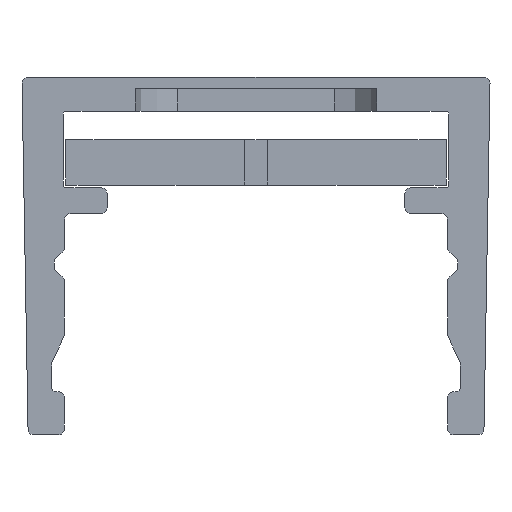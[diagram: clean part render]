
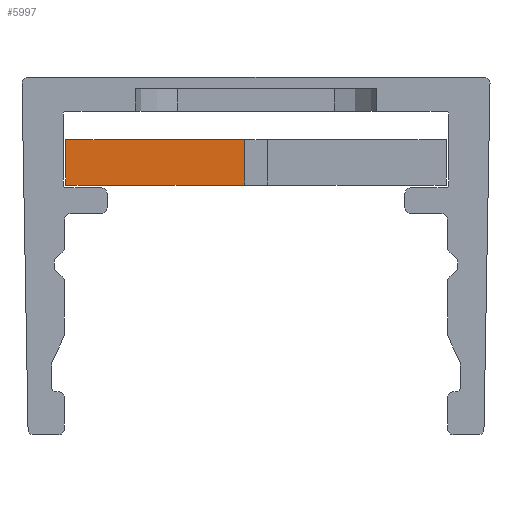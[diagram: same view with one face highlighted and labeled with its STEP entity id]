
A CAD part, front view. The second image highlights one B-rep face of the part: STEP entity #5997.
In plain terms, the highlighted planar face has unit normal (0, -1, 0).
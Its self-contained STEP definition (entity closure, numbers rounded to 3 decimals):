
#419=FACE_OUTER_BOUND('',#719,.T.);
#719=EDGE_LOOP('',(#4376,#4377,#4378,#4379,#4380,#4381));
#1121=LINE('',#8933,#1801);
#1146=LINE('',#9000,#1826);
#1147=LINE('',#9002,#1827);
#1148=LINE('',#9004,#1828);
#1149=LINE('',#9006,#1829);
#1150=LINE('',#9007,#1830);
#1801=VECTOR('',#7326,10.);
#1826=VECTOR('',#7385,10.);
#1827=VECTOR('',#7386,10.);
#1828=VECTOR('',#7387,10.);
#1829=VECTOR('',#7388,10.);
#1830=VECTOR('',#7389,10.);
#2478=VERTEX_POINT('',#8929);
#2479=VERTEX_POINT('',#8931);
#2504=VERTEX_POINT('',#8999);
#2505=VERTEX_POINT('',#9001);
#2506=VERTEX_POINT('',#9003);
#2507=VERTEX_POINT('',#9005);
#3157=EDGE_CURVE('',#2478,#2479,#1121,.T.);
#3190=EDGE_CURVE('',#2479,#2504,#1146,.T.);
#3191=EDGE_CURVE('',#2504,#2505,#1147,.T.);
#3192=EDGE_CURVE('',#2505,#2506,#1148,.T.);
#3193=EDGE_CURVE('',#2506,#2507,#1149,.T.);
#3194=EDGE_CURVE('',#2507,#2478,#1150,.T.);
#4376=ORIENTED_EDGE('',*,*,#3157,.T.);
#4377=ORIENTED_EDGE('',*,*,#3190,.T.);
#4378=ORIENTED_EDGE('',*,*,#3191,.T.);
#4379=ORIENTED_EDGE('',*,*,#3192,.T.);
#4380=ORIENTED_EDGE('',*,*,#3193,.T.);
#4381=ORIENTED_EDGE('',*,*,#3194,.T.);
#5442=PLANE('',#6426);
#5997=ADVANCED_FACE('',(#419),#5442,.T.);
#6426=AXIS2_PLACEMENT_3D('',#8998,#7383,#7384);
#7326=DIRECTION('',(0.,0.,1.));
#7383=DIRECTION('center_axis',(0.,-1.,0.));
#7384=DIRECTION('ref_axis',(-1.,0.,0.));
#7385=DIRECTION('',(-1.,0.,0.));
#7386=DIRECTION('',(0.,0.,-1.));
#7387=DIRECTION('',(1.,0.,0.));
#7388=DIRECTION('',(0.,0.,1.));
#7389=DIRECTION('',(1.,0.,0.));
#8929=CARTESIAN_POINT('',(-0.4,-1048.4,-3.799));
#8931=CARTESIAN_POINT('',(-0.4,-1048.4,-2.2));
#8933=CARTESIAN_POINT('',(-0.4,-1048.4,-3.));
#8998=CARTESIAN_POINT('Origin',(-6.7,-1048.4,-2.2));
#8999=CARTESIAN_POINT('',(-6.7,-1048.4,-2.2));
#9000=CARTESIAN_POINT('',(6.7,-1048.4,-2.2));
#9001=CARTESIAN_POINT('',(-6.7,-1048.4,-3.8));
#9002=CARTESIAN_POINT('',(-6.7,-1048.4,-2.2));
#9003=CARTESIAN_POINT('',(-4.1,-1048.4,-3.8));
#9004=CARTESIAN_POINT('',(6.7,-1048.4,-3.8));
#9005=CARTESIAN_POINT('',(-4.1,-1048.4,-3.799));
#9006=CARTESIAN_POINT('',(-4.1,-1048.4,-3.));
#9007=CARTESIAN_POINT('',(-4.45,-1048.4,-3.799));
